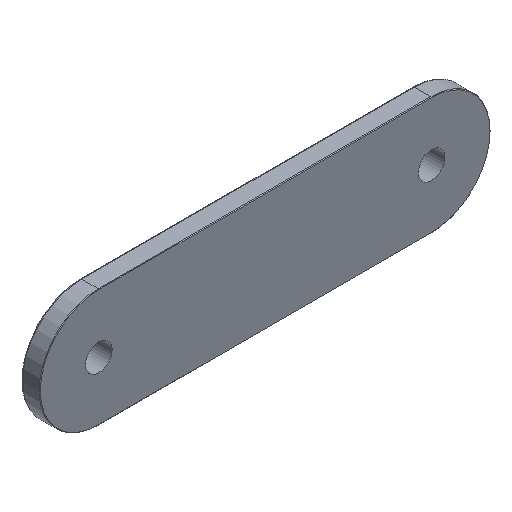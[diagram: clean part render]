
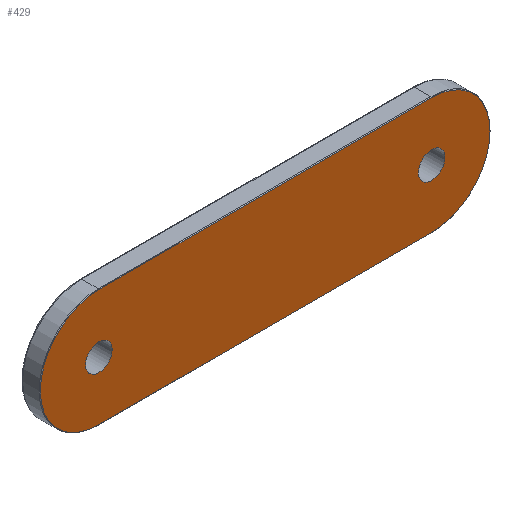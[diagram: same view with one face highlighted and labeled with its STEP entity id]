
A CAD part, isometric view. The second image highlights one B-rep face of the part: STEP entity #429.
In plain terms, the highlighted planar face has unit normal (0, -1, 0).
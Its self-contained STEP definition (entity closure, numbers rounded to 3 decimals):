
#21=FACE_BOUND('',#100,.T.);
#22=FACE_BOUND('',#101,.T.);
#33=CIRCLE('',#467,9.85);
#35=CIRCLE('',#471,9.85);
#38=CIRCLE('',#477,2.25);
#39=CIRCLE('',#478,2.25);
#71=FACE_OUTER_BOUND('',#99,.T.);
#99=EDGE_LOOP('',(#311,#312,#313,#314));
#100=EDGE_LOOP('',(#315));
#101=EDGE_LOOP('',(#316));
#126=LINE('',#661,#158);
#131=LINE('',#675,#163);
#158=VECTOR('',#522,10.);
#163=VECTOR('',#535,10.);
#190=VERTEX_POINT('',#658);
#191=VERTEX_POINT('',#660);
#194=VERTEX_POINT('',#667);
#196=VERTEX_POINT('',#673);
#200=VERTEX_POINT('',#691);
#201=VERTEX_POINT('',#693);
#226=EDGE_CURVE('',#190,#191,#126,.T.);
#230=EDGE_CURVE('',#194,#190,#33,.T.);
#233=EDGE_CURVE('',#196,#194,#131,.T.);
#235=EDGE_CURVE('',#191,#196,#35,.T.);
#242=EDGE_CURVE('',#200,#200,#38,.T.);
#243=EDGE_CURVE('',#201,#201,#39,.T.);
#311=ORIENTED_EDGE('',*,*,#226,.F.);
#312=ORIENTED_EDGE('',*,*,#230,.F.);
#313=ORIENTED_EDGE('',*,*,#233,.F.);
#314=ORIENTED_EDGE('',*,*,#235,.F.);
#315=ORIENTED_EDGE('',*,*,#242,.T.);
#316=ORIENTED_EDGE('',*,*,#243,.T.);
#414=PLANE('',#476);
#429=ADVANCED_FACE('',(#71,#21,#22),#414,.F.);
#467=AXIS2_PLACEMENT_3D('',#669,#528,#529);
#471=AXIS2_PLACEMENT_3D('',#678,#539,#540);
#476=AXIS2_PLACEMENT_3D('',#690,#553,#554);
#477=AXIS2_PLACEMENT_3D('',#692,#555,#556);
#478=AXIS2_PLACEMENT_3D('',#694,#557,#558);
#522=DIRECTION('',(1.,0.,0.));
#528=DIRECTION('center_axis',(0.,1.,0.));
#529=DIRECTION('ref_axis',(-1.,0.,0.));
#535=DIRECTION('',(-1.,0.,0.));
#539=DIRECTION('center_axis',(0.,1.,0.));
#540=DIRECTION('ref_axis',(1.,0.,0.));
#553=DIRECTION('center_axis',(0.,1.,0.));
#554=DIRECTION('ref_axis',(0.,0.,
1.));
#555=DIRECTION('center_axis',(0.,1.,0.));
#556=DIRECTION('ref_axis',(-1.,0.,0.));
#557=DIRECTION('center_axis',(0.,1.,0.));
#558=DIRECTION('ref_axis',(-1.,0.,0.));
#658=CARTESIAN_POINT('',(371.95,-425.938,4.629));
#660=CARTESIAN_POINT('',(428.05,-425.938,4.629));
#661=CARTESIAN_POINT('',(451.775,-425.938,4.629));
#667=CARTESIAN_POINT('',(371.95,-425.938,-15.071));
#669=CARTESIAN_POINT('Origin',(371.95,-425.938,-5.221));
#673=CARTESIAN_POINT('',(428.05,-425.938,-15.071));
#675=CARTESIAN_POINT('',(423.725,-425.938,-15.071));
#678=CARTESIAN_POINT('Origin',(428.05,-425.938,-5.221));
#690=CARTESIAN_POINT('Origin',(475.5,-425.938,-5.671));
#691=CARTESIAN_POINT('',(430.3,-425.938,-5.221));
#692=CARTESIAN_POINT('Origin',(428.05,-425.938,-5.221));
#693=CARTESIAN_POINT('',(374.2,-425.938,-5.221));
#694=CARTESIAN_POINT('Origin',(371.95,-425.938,-5.221));
